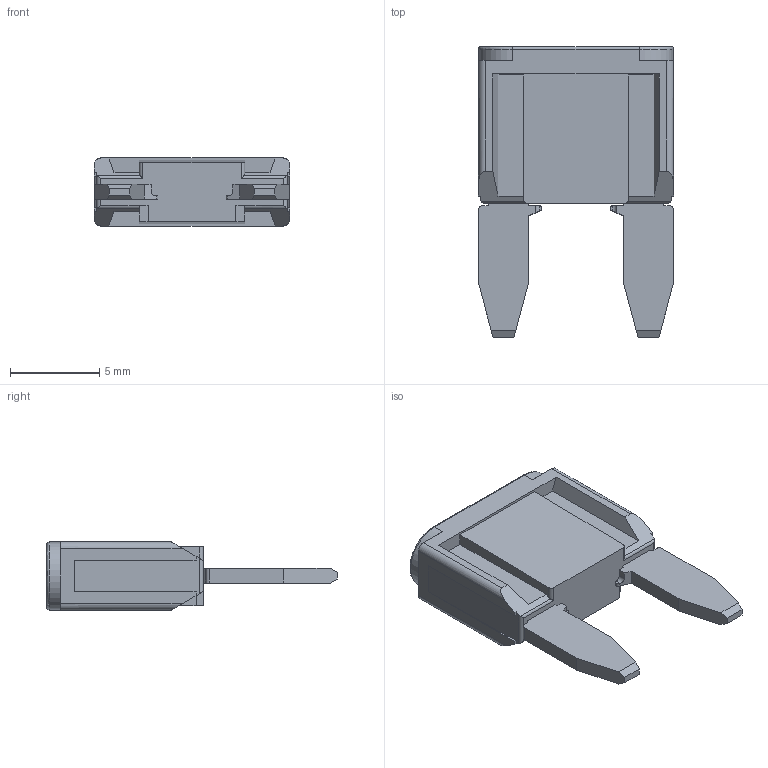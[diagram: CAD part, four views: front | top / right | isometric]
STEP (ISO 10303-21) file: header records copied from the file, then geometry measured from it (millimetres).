
FILE_DESCRIPTION((''),'2;1');
FILE_NAME('3DMODEL_0297000_WXT','2022-07-29T16:20:21',('MLegi'),(''),'CREO PARAMETRIC BY PTC INC, 2021304','CREO PARAMETRIC BY PTC INC, 2021304','');
FILE_SCHEMA(('CONFIG_CONTROL_DESIGN'));
Length unit declared in the file: millimetre
Products named in the file (1): 3DMODEL_0297000_WXT
Bounding box: 10.92 x 16.26 x 3.81 mm (x, y, z)
Volume: 331.5 mm3; surface area: 467.8 mm2
Topology: 1 solids, 1 shells, 140 faces, 380 edges, 250 vertices
Faces by surface type: plane 114, cylinder 24, torus 2
Entity records: 4471 total; most frequent: CARTESIAN_POINT 917, ORIENTED_EDGE 760, DIRECTION 666, EDGE_CURVE 380, VECTOR 326, LINE 326, VERTEX_POINT 250, AXIS2_PLACEMENT_3D 170
